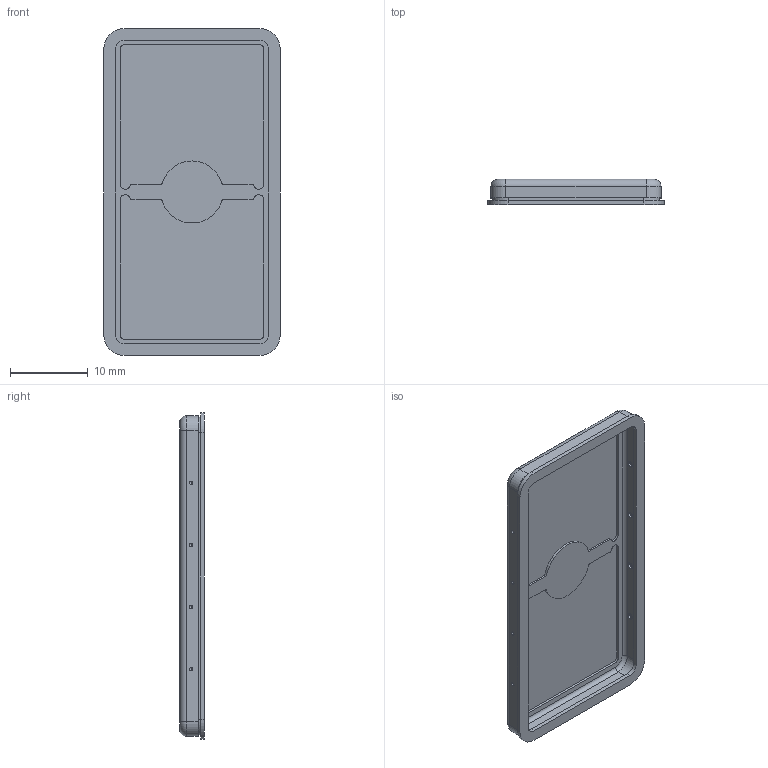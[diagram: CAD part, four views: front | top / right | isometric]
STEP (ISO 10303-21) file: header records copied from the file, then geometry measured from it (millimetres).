
FILE_DESCRIPTION (( 'STEP AP203' ), '1' );
FILE_NAME ('MS409-10.STEP', '2018-10-18T08:22:16', ( '' ), ( '' ), 'SwSTEP 2.0', 'SolidWorks 2018', '' );
FILE_SCHEMA (( 'CONFIG_CONTROL_DESIGN' ));
Length unit declared in the file: millimetre
Products named in the file (4): MS409-10; MS409-10C; MS409-10_Foot-Print; MS409-10F
Assembly tree (3 placements, depth 2):
  MS409-10
    MS409-10F
    MS409-10C
    MS409-10_Foot-Print
Bounding box: 22.7 x 3.2 x 42.1 mm (x, y, z)
Volume: 457.5 mm3; surface area: 3795 mm2
Topology: 3 solids, 3 shells, 181 faces, 429 edges, 270 vertices
Faces by surface type: cylinder 77, plane 56, sphere 32, torus 16
Entity records: 5731 total; most frequent: DIRECTION 1037, CARTESIAN_POINT 886, ORIENTED_EDGE 858, EDGE_CURVE 429, AXIS2_PLACEMENT_3D 421, VERTEX_POINT 270, CIRCLE 234, EDGE_LOOP 219
